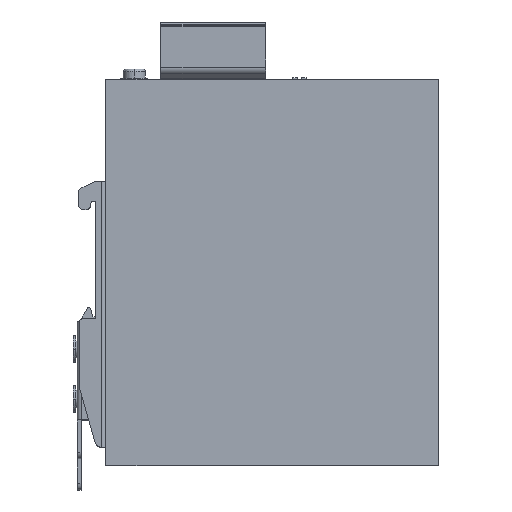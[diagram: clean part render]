
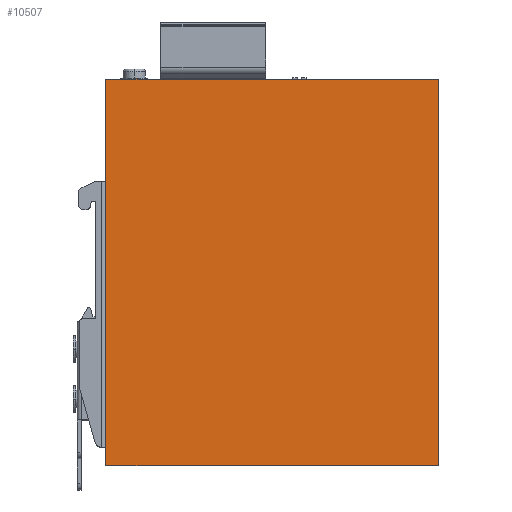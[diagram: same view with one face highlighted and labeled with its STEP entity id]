
A CAD part, top view. The second image highlights one B-rep face of the part: STEP entity #10507.
In plain terms, the highlighted planar face has unit normal (0, 0, 1).
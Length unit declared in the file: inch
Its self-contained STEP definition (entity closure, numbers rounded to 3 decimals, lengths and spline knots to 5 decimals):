
#590 = AXIS2_PLACEMENT_3D ( 'NONE', #12507, #5065, #2798 ) ;
#1416 = ORIENTED_EDGE ( 'NONE', *, *, #11736, .T. ) ;
#1548 = DIRECTION ( 'NONE',  ( 0., -1., 0. ) ) ;
#2392 = LINE ( 'NONE', #10825, #3522 ) ;
#2401 = EDGE_CURVE ( 'NONE', #9166, #6921, #9391, .T. ) ;
#2469 = CARTESIAN_POINT ( 'NONE',  ( 0.11811, 0., 1.9685 ) ) ;
#2607 = LINE ( 'NONE', #11253, #5343 ) ;
#2798 = DIRECTION ( 'NONE',  ( -1., 0., 0. ) ) ;
#3426 = CARTESIAN_POINT ( 'NONE',  ( 4.05512, 0., 1.9685 ) ) ;
#3477 = CARTESIAN_POINT ( 'NONE',  ( 0.11811, 4.57087, 1.9685 ) ) ;
#3522 = VECTOR ( 'NONE', #11825, 39.37008 ) ;
#3866 = PLANE ( 'NONE',  #590 ) ;
#4934 = DIRECTION ( 'NONE',  ( -1., 0., 0. ) ) ;
#5032 = VECTOR ( 'NONE', #4934, 39.37008 ) ;
#5065 = DIRECTION ( 'NONE',  ( 0., 0., -1. ) ) ;
#5136 = VERTEX_POINT ( 'NONE', #2469 ) ;
#5179 = CARTESIAN_POINT ( 'NONE',  ( 4.05512, 0., 1.9685 ) ) ;
#5343 = VECTOR ( 'NONE', #1548, 39.37008 ) ;
#5789 = VERTEX_POINT ( 'NONE', #3426 ) ;
#6921 = VERTEX_POINT ( 'NONE', #3477 ) ;
#7143 = EDGE_CURVE ( 'NONE', #5136, #5789, #10764, .T. ) ;
#7442 = ORIENTED_EDGE ( 'NONE', *, *, #7143, .T. ) ;
#9166 = VERTEX_POINT ( 'NONE', #9395 ) ;
#9321 = CARTESIAN_POINT ( 'NONE',  ( 4.05512, 4.57087, 1.9685 ) ) ;
#9391 = LINE ( 'NONE', #9321, #5032 ) ;
#9395 = CARTESIAN_POINT ( 'NONE',  ( 4.05512, 4.57087, 1.9685 ) ) ;
#9433 = ORIENTED_EDGE ( 'NONE', *, *, #11523, .F. ) ;
#10507 = ADVANCED_FACE ( 'NONE', ( #13569 ), #3866, .F. ) ;
#10764 = LINE ( 'NONE', #5179, #13781 ) ;
#10825 = CARTESIAN_POINT ( 'NONE',  ( 4.05512, 0., 1.9685 ) ) ;
#10957 = ORIENTED_EDGE ( 'NONE', *, *, #2401, .T. ) ;
#11253 = CARTESIAN_POINT ( 'NONE',  ( 0.11811, 0., 1.9685 ) ) ;
#11523 = EDGE_CURVE ( 'NONE', #9166, #5789, #2392, .T. ) ;
#11619 = DIRECTION ( 'NONE',  ( 1., 0., 0. ) ) ;
#11736 = EDGE_CURVE ( 'NONE', #6921, #5136, #2607, .T. ) ;
#11825 = DIRECTION ( 'NONE',  ( 0., -1., 0. ) ) ;
#11884 = EDGE_LOOP ( 'NONE', ( #7442, #9433, #10957, #1416 ) ) ;
#12507 = CARTESIAN_POINT ( 'NONE',  ( 4.05512, 4.57087, 1.9685 ) ) ;
#13569 = FACE_OUTER_BOUND ( 'NONE', #11884, .T. ) ;
#13781 = VECTOR ( 'NONE', #11619, 39.37008 ) ;
